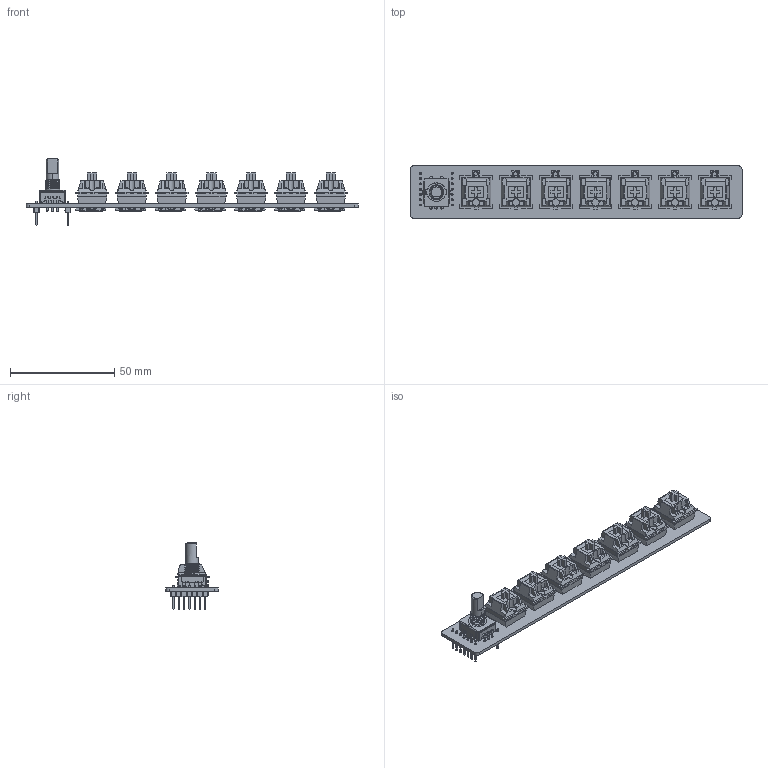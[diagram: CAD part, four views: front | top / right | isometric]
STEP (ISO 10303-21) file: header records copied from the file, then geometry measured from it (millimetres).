
FILE_DESCRIPTION(('KiCad electronic assembly'),'2;1');
FILE_NAME('hackbar.step','2026-02-10T23:55:39',('Pcbnew'),('Kicad'), 'Open CASCADE STEP processor 7.9','KiCad to STEP converter','Unknown' );
FILE_SCHEMA(('AUTOMOTIVE_DESIGN { 1 0 10303 214 1 1 1 1 }'));
Length unit declared in the file: millimetre
Products named in the file (10): hackbar 1; SK6812-E--3DModel-STEP-418109; PEC11R-4215F-S0024; MX-Hotswap-Socket; switch; Component1; Component2; PinHeader_1x07_P2.54mm_Vertical; hackbar_PCB; hackbar 2
Assembly tree (34 placements, depth 3):
  hackbar 1
    SK6812-E--3DModel-STEP-418109  x14
    PEC11R-4215F-S0024
    MX-Hotswap-Socket  x7
    switch  x7
      Component1
      Component2
    PinHeader_1x07_P2.54mm_Vertical  x2
    hackbar_PCB
  hackbar 2
Bounding box: 159 x 25 x 31.72 mm (x, y, z)
Volume: 20141.2 mm3; surface area: 25995.4 mm2
Topology: 145 solids, 145 shells, 4304 faces, 10896 edges, 7010 vertices
Faces by surface type: plane 3030, cylinder 1039, cone 190, torus 28, sphere 14, bspline 3
Full cylindrical faces by diameter (mm): 0.889 x14, 1.1 x7, 1.6 x14, 1.702 x14, 2.9 x14, 3 x14, 3.85 x7, 3.988 x7
Entity records: 40741 total; most frequent: CARTESIAN_POINT 7592, DIRECTION 6392, ORIENTED_EDGE 6330, EDGE_CURVE 3165, LINE 2268, VECTOR 2268, AXIS2_PLACEMENT_3D 2062, VERTEX_POINT 2028
